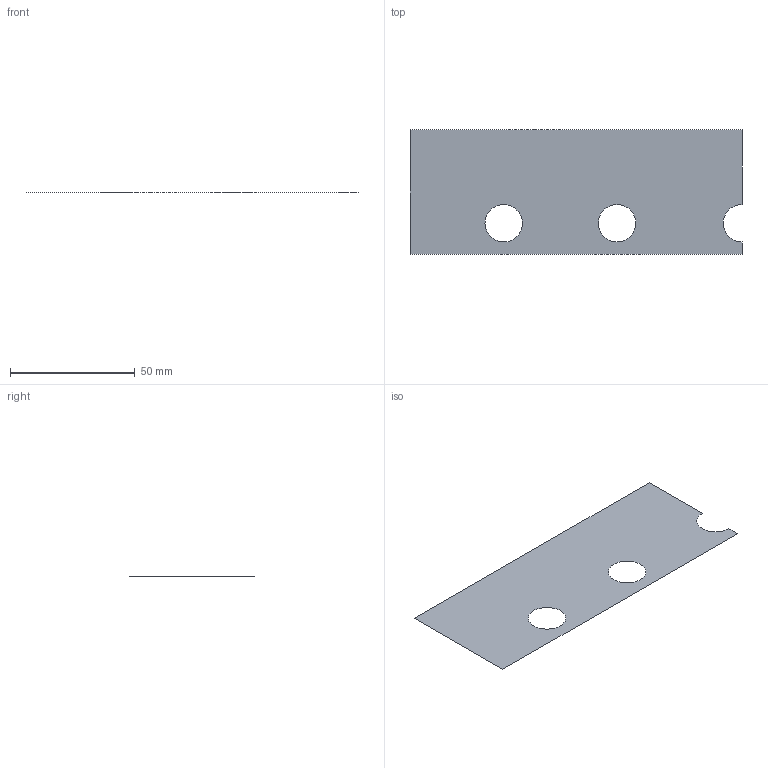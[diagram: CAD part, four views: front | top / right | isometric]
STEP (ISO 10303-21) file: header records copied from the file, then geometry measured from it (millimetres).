
FILE_DESCRIPTION (( 'STEP AP203' ), '1' );
FILE_NAME ('2D_Rand.STEP', '2022-06-08T11:09:38', ( '' ), ( '' ), 'SwSTEP 2.0', 'SolidWorks 2021', '' );
FILE_SCHEMA (( 'CONFIG_CONTROL_DESIGN' ));
Length unit declared in the file: millimetre
Products named in the file (1): 2D_Rand
Bounding box: 132.82 x 50 x 0 mm (x, y, z)
Surface area: 6199 mm2 (no closed solid volume)
Topology: 0 solids, 1 shells, 1 faces, 8 edges, 8 vertices
Faces by surface type: plane 1
Entity records: 164 total; most frequent: CARTESIAN_POINT 18, DIRECTION 15, VERTEX_POINT 8, ORIENTED_EDGE 8, PERSON_AND_ORGANIZATION 8, EDGE_CURVE 8, LOCAL_TIME 5, VECTOR 5
